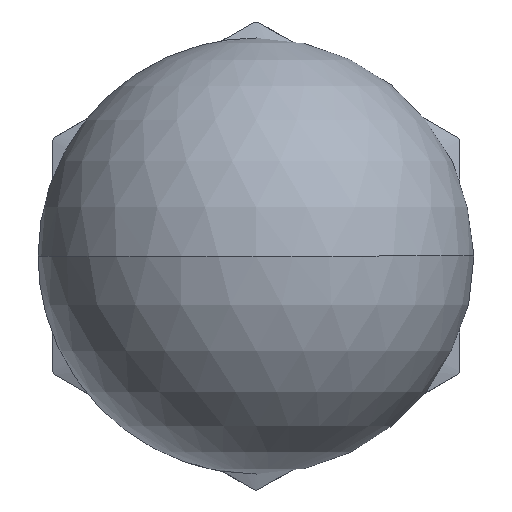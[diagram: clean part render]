
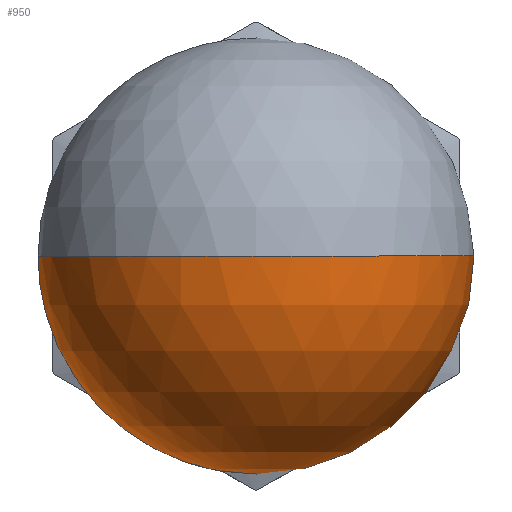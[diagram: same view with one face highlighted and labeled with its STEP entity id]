
A CAD part, front view. The second image highlights one B-rep face of the part: STEP entity #950.
In plain terms, the highlighted spherical face has radius 7.5 mm.
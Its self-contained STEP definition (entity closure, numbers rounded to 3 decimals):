
#17 = DIRECTION ( 'NONE',  ( 0., 0., 1. ) ) ;
#26 = CARTESIAN_POINT ( 'NONE',  ( 0., -14.5, 0. ) ) ;
#35 = CARTESIAN_POINT ( 'NONE',  ( 0., -14.5, 0. ) ) ;
#67 = DIRECTION ( 'NONE',  ( -1., 0., 0. ) ) ;
#84 = CARTESIAN_POINT ( 'NONE',  ( 0., -14.5, 0. ) ) ;
#112 = DIRECTION ( 'NONE',  ( -1., 0., 0. ) ) ;
#215 = ORIENTED_EDGE ( 'NONE', *, *, #397, .F. ) ;
#315 = AXIS2_PLACEMENT_3D ( 'NONE', #35, #645, #112 ) ;
#376 = CIRCLE ( 'NONE', #1127, 7.5 ) ;
#397 = EDGE_CURVE ( 'NONE', #416, #1017, #1134, .T. ) ;
#416 = VERTEX_POINT ( 'NONE', #477 ) ;
#459 = EDGE_CURVE ( 'NONE', #786, #1017, #376, .T. ) ;
#469 = EDGE_CURVE ( 'NONE', #786, #416, #1228, .T. ) ;
#477 = CARTESIAN_POINT ( 'NONE',  ( 6., -10., 0. ) ) ;
#489 = DIRECTION ( 'NONE',  ( -1., 0., 0. ) ) ;
#492 = DIRECTION ( 'NONE',  ( 0., 1., 0. ) ) ;
#495 = CARTESIAN_POINT ( 'NONE',  ( 0., -10., 0. ) ) ;
#515 = ORIENTED_EDGE ( 'NONE', *, *, #459, .T. ) ;
#547 = DIRECTION ( 'NONE',  ( 1., 0., 0. ) ) ;
#638 = ORIENTED_EDGE ( 'NONE', *, *, #469, .F. ) ;
#645 = DIRECTION ( 'NONE',  ( 0., 0., 1. ) ) ;
#679 = CARTESIAN_POINT ( 'NONE',  ( 0., -22., 0. ) ) ;
#786 = VERTEX_POINT ( 'NONE', #679 ) ;
#814 = SPHERICAL_SURFACE ( 'NONE', #315, 7.5 ) ;
#815 = FACE_OUTER_BOUND ( 'NONE', #1175, .T. ) ;
#894 = CARTESIAN_POINT ( 'NONE',  ( -6., -10., 0. ) ) ;
#950 = ADVANCED_FACE ( 'NONE', ( #815 ), #814, .T. ) ;
#1017 = VERTEX_POINT ( 'NONE', #894 ) ;
#1046 = AXIS2_PLACEMENT_3D ( 'NONE', #495, #492, #489 ) ;
#1056 = DIRECTION ( 'NONE',  ( 0., 0., -1. ) ) ;
#1120 = AXIS2_PLACEMENT_3D ( 'NONE', #26, #17, #547 ) ;
#1127 = AXIS2_PLACEMENT_3D ( 'NONE', #84, #1056, #67 ) ;
#1134 = CIRCLE ( 'NONE', #1046, 6. ) ;
#1175 = EDGE_LOOP ( 'NONE', ( #638, #515, #215 ) ) ;
#1228 = CIRCLE ( 'NONE', #1120, 7.5 ) ;
